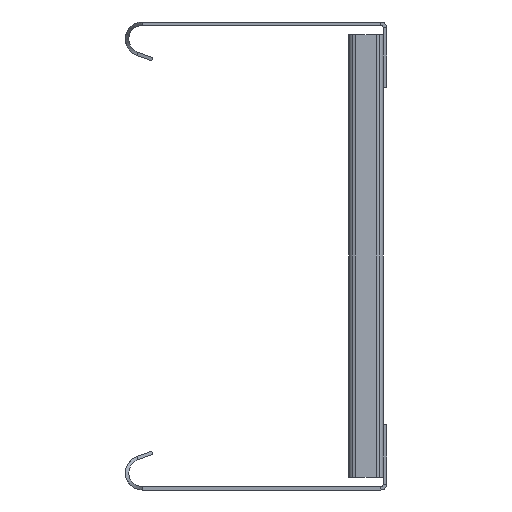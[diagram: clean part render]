
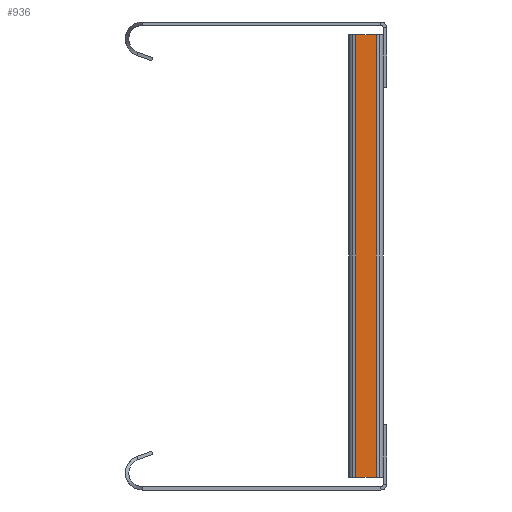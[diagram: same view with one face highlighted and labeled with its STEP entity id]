
A CAD part, left-side view. The second image highlights one B-rep face of the part: STEP entity #936.
In plain terms, the highlighted planar face has unit normal (-1, 0, 0).
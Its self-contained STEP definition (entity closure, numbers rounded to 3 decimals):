
#125 = CARTESIAN_POINT ( 'NONE',  ( -15., 12., -96.5 ) ) ;
#157 = VECTOR ( 'NONE', #971, 1000. ) ;
#179 = LINE ( 'NONE', #1485, #157 ) ;
#182 = VERTEX_POINT ( 'NONE', #4145 ) ;
#535 = VECTOR ( 'NONE', #2087, 1000. ) ;
#606 = LINE ( 'NONE', #6100, #535 ) ;
#860 = VERTEX_POINT ( 'NONE', #4656 ) ;
#936 = ADVANCED_FACE ( 'NONE', ( #2522 ), #1912, .F. ) ;
#971 = DIRECTION ( 'NONE',  ( 0., 1., 0. ) ) ;
#977 = CARTESIAN_POINT ( 'NONE',  ( -15., 3., -96.5 ) ) ;
#1243 = EDGE_CURVE ( 'NONE', #5870, #860, #1967, .T. ) ;
#1245 = ORIENTED_EDGE ( 'NONE', *, *, #7113, .F. ) ;
#1401 = ORIENTED_EDGE ( 'NONE', *, *, #1243, .T. ) ;
#1485 = CARTESIAN_POINT ( 'NONE',  ( -15., 3., -96.5 ) ) ;
#1515 = DIRECTION ( 'NONE',  ( 0., 0., 1. ) ) ;
#1582 = ORIENTED_EDGE ( 'NONE', *, *, #2751, .F. ) ;
#1859 = VECTOR ( 'NONE', #1515, 1000. ) ;
#1912 = PLANE ( 'NONE',  #3068 ) ;
#1967 = LINE ( 'NONE', #977, #1859 ) ;
#2087 = DIRECTION ( 'NONE',  ( 0., 1., 0. ) ) ;
#2418 = EDGE_CURVE ( 'NONE', #860, #182, #606, .T. ) ;
#2461 = DIRECTION ( 'NONE',  ( 0., 0., -1. ) ) ;
#2522 = FACE_OUTER_BOUND ( 'NONE', #3603, .T. ) ;
#2660 = VECTOR ( 'NONE', #4453, 1000. ) ;
#2727 = LINE ( 'NONE', #3302, #2660 ) ;
#2751 = EDGE_CURVE ( 'NONE', #5870, #5525, #179, .T. ) ;
#3068 = AXIS2_PLACEMENT_3D ( 'NONE', #4226, #5907, #2461 ) ;
#3302 = CARTESIAN_POINT ( 'NONE',  ( -15., 12., -96.5 ) ) ;
#3603 = EDGE_LOOP ( 'NONE', ( #6639, #1245, #1582, #1401 ) ) ;
#4145 = CARTESIAN_POINT ( 'NONE',  ( -15., 12., 96.5 ) ) ;
#4226 = CARTESIAN_POINT ( 'NONE',  ( -15., 3., -96.5 ) ) ;
#4453 = DIRECTION ( 'NONE',  ( 0., 0., 1. ) ) ;
#4479 = CARTESIAN_POINT ( 'NONE',  ( -15., 3., -96.5 ) ) ;
#4656 = CARTESIAN_POINT ( 'NONE',  ( -15., 3., 96.5 ) ) ;
#5525 = VERTEX_POINT ( 'NONE', #125 ) ;
#5870 = VERTEX_POINT ( 'NONE', #4479 ) ;
#5907 = DIRECTION ( 'NONE',  ( 1., 0., 0. ) ) ;
#6100 = CARTESIAN_POINT ( 'NONE',  ( -15., 3., 96.5 ) ) ;
#6639 = ORIENTED_EDGE ( 'NONE', *, *, #2418, .T. ) ;
#7113 = EDGE_CURVE ( 'NONE', #5525, #182, #2727, .T. ) ;
